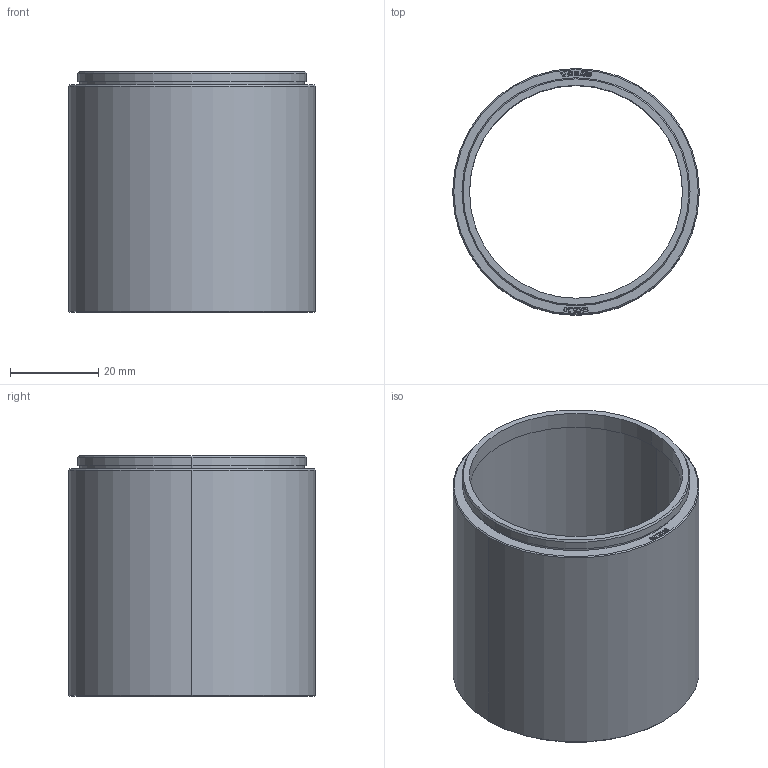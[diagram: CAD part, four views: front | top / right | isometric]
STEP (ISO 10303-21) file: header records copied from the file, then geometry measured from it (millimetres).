
FILE_DESCRIPTION (( 'STEP AP214' ), '1' );
FILE_NAME ('0051-E0W.STEP', '2015-12-23T15:48:16', ( '' ), ( '' ), 'SwSTEP 2.0', 'SolidWorks 2014', '' );
FILE_SCHEMA (( 'AUTOMOTIVE_DESIGN' ));
Length unit declared in the file: inch
Products named in the file (1): 0051-E0W
Bounding box: 55.88 x 55.88 x 54.61 mm (x, y, z)
Volume: 19833.3 mm3; surface area: 20959.4 mm2
Topology: 2 solids, 2 shells, 289 faces, 766 edges, 506 vertices
Faces by surface type: bspline 153, plane 102, cone 18, cylinder 16
Entity records: 15936 total; most frequent: CARTESIAN_POINT 5963, ORIENTED_EDGE 1532, DIRECTION 784, EDGE_CURVE 766, VERTEX_POINT 506, LINE 394, VECTOR 394, EDGE_LOOP 318
